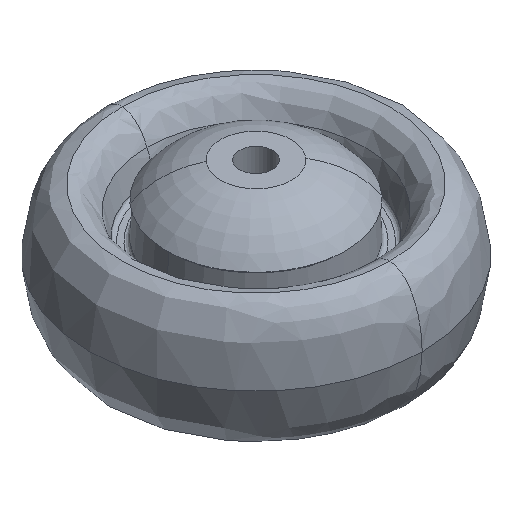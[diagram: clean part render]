
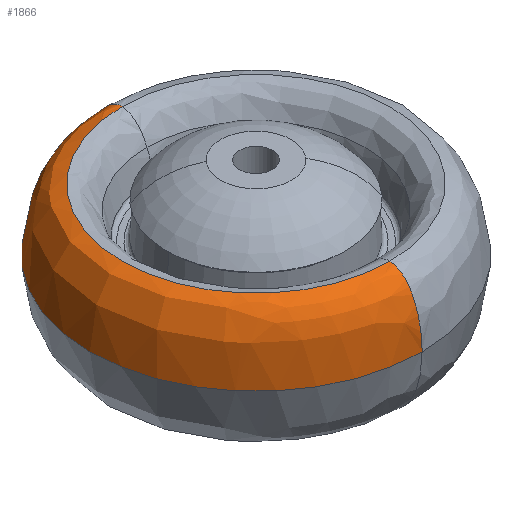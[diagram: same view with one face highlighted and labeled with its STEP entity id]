
A CAD part, isometric view. The second image highlights one B-rep face of the part: STEP entity #1866.
In plain terms, the highlighted free-form (B-spline) face has degree [3, 3] with [4, 4] control points.
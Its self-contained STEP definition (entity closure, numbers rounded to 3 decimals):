
#10 = CARTESIAN_POINT ( 'NONE',  ( 0., -47.75, -15. ) ) ;
#18 = CARTESIAN_POINT ( 'NONE',  ( 0., 0., 0. ) ) ;
#195 = EDGE_CURVE ( 'NONE', #899, #1463, #1084, .T. ) ;
#272 = CARTESIAN_POINT ( 'NONE',  ( -64.5, 32.25, 15. ) ) ;
#293 = CARTESIAN_POINT ( 'NONE',  ( 0., 40., 10. ) ) ;
#354 = EDGE_CURVE ( 'NONE', #1463, #436, #2416, .T. ) ;
#396 = AXIS2_PLACEMENT_3D ( 'NONE', #18, #1851, #2080 ) ;
#436 = VERTEX_POINT ( 'NONE', #1462 ) ;
#604 = EDGE_CURVE ( 'NONE', #436, #1085, #1252, .T. ) ;
#670 = CARTESIAN_POINT ( 'NONE',  ( -95.5, -47.75, 15. ) ) ;
#731 = ORIENTED_EDGE ( 'NONE', *, *, #1841, .F. ) ;
#826 = CARTESIAN_POINT ( 'NONE',  ( -95.5, 47.75, 15. ) ) ;
#842 = CARTESIAN_POINT ( 'NONE',  ( 0., 47.75, -15. ) ) ;
#868 = CARTESIAN_POINT ( 'NONE',  ( 0., -40., 0. ) ) ;
#899 = VERTEX_POINT ( 'NONE', #1176 ) ;
#907 = CARTESIAN_POINT ( 'NONE',  ( 0., 36.125, 15. ) ) ;
#949 = DIRECTION ( 'NONE',  ( 0., 0., 1. ) ) ;
#1045 = CARTESIAN_POINT ( 'NONE',  ( 0., -32.25, -15. ) ) ;
#1084 = CIRCLE ( 'NONE', #396, 40. ) ;
#1085 = VERTEX_POINT ( 'NONE', #1732 ) ;
#1168 = ORIENTED_EDGE ( 'NONE', *, *, #354, .F. ) ;
#1176 = CARTESIAN_POINT ( 'NONE',  ( 0., -40., 0. ) ) ;
#1179 = CARTESIAN_POINT ( 'NONE',  ( 0., -32.25, 15. ) ) ;
#1245 = CARTESIAN_POINT ( 'NONE',  ( -64.5, -32.25, 15. ) ) ;
#1252 = CIRCLE ( 'NONE', #1332, 32.25 ) ;
#1261 = CARTESIAN_POINT ( 'NONE',  ( -95.5, 47.75, -15. ) ) ;
#1275 = CARTESIAN_POINT ( 'NONE',  ( 0., 32.25, -15. ) ) ;
#1288 = CARTESIAN_POINT ( 'NONE',  ( 0., 32.25, 15. ) ) ;
#1332 = AXIS2_PLACEMENT_3D ( 'NONE', #1360, #949, #2206 ) ;
#1360 = CARTESIAN_POINT ( 'NONE',  ( 0., 0., 15. ) ) ;
#1394 = CARTESIAN_POINT ( 'NONE',  ( 0., -36.125, 15. ) ) ;
#1431 = CARTESIAN_POINT ( 'NONE',  ( 0., -32.25, 15. ) ) ;
#1462 = CARTESIAN_POINT ( 'NONE',  ( 0., 32.25, 15. ) ) ;
#1463 = VERTEX_POINT ( 'NONE', #1792 ) ;
#1641 = ORIENTED_EDGE ( 'NONE', *, *, #195, .F. ) ;
#1732 = CARTESIAN_POINT ( 'NONE',  ( 0., -32.25, 15. ) ) ;
#1792 = CARTESIAN_POINT ( 'NONE',  ( 0., 40., 0. ) ) ;
#1841 = EDGE_CURVE ( 'NONE', #1085, #899, #2419, .T. ) ;
#1851 = DIRECTION ( 'NONE',  ( 0., 0., -1. ) ) ;
#1866 = ADVANCED_FACE ( 'NONE', ( #1870 ), #2148, .F. ) ;
#1870 = FACE_OUTER_BOUND ( 'NONE', #2210, .T. ) ;
#1884 = CARTESIAN_POINT ( 'NONE',  ( -64.5, 32.25, -15. ) ) ;
#1911 = CARTESIAN_POINT ( 'NONE',  ( -64.5, -32.25, -15. ) ) ;
#1930 = ORIENTED_EDGE ( 'NONE', *, *, #604, .F. ) ;
#2062 = CARTESIAN_POINT ( 'NONE',  ( 0., 47.75, 15. ) ) ;
#2071 = CARTESIAN_POINT ( 'NONE',  ( 0., -40., 10. ) ) ;
#2080 = DIRECTION ( 'NONE',  ( 0., 1., 0. ) ) ;
#2118 = CARTESIAN_POINT ( 'NONE',  ( 0., 40., 0. ) ) ;
#2148 =( BOUNDED_SURFACE ( )  B_SPLINE_SURFACE ( 3, 3, ( 
 ( #1275, #1884, #1911, #1045 ),
 ( #842, #1261, #2467, #10 ),
 ( #2062, #826, #670, #2296 ),
 ( #1288, #272, #1245, #1431 ) ),
 .UNSPECIFIED., .F., .F., .F. ) 
 B_SPLINE_SURFACE_WITH_KNOTS ( ( 4, 4 ),
 ( 4, 4 ),
 ( 0., 1. ),
 ( 0., 1. ),
 .UNSPECIFIED. ) 
 GEOMETRIC_REPRESENTATION_ITEM ( )  RATIONAL_B_SPLINE_SURFACE ( (
 ( 1., 0.333, 0.333, 1.),
 ( 0.333, 0.111, 0.111, 0.333),
 ( 0.333, 0.111, 0.111, 0.333),
 ( 1., 0.333, 0.333, 1.) ) ) 
 REPRESENTATION_ITEM ( '' )  SURFACE ( )  );
#2206 = DIRECTION ( 'NONE',  ( 1., 0., 0. ) ) ;
#2210 = EDGE_LOOP ( 'NONE', ( #1641, #731, #1930, #1168 ) ) ;
#2296 = CARTESIAN_POINT ( 'NONE',  ( 0., -47.75, 15. ) ) ;
#2416 =( BOUNDED_CURVE ( )  B_SPLINE_CURVE ( 3, ( #2118, #293, #907, #2568 ),
 .UNSPECIFIED., .F., .F. ) 
 B_SPLINE_CURVE_WITH_KNOTS ( ( 4, 4 ),
 ( 0.5, 1. ),
 .UNSPECIFIED. ) 
 CURVE ( )  GEOMETRIC_REPRESENTATION_ITEM ( )  RATIONAL_B_SPLINE_CURVE ( ( 0.5, 0.5, 0.667, 1. ) ) 
 REPRESENTATION_ITEM ( '' )  );
#2419 =( BOUNDED_CURVE ( )  B_SPLINE_CURVE ( 3, ( #1179, #1394, #2071, #868 ),
 .UNSPECIFIED., .F., .F. ) 
 B_SPLINE_CURVE_WITH_KNOTS ( ( 4, 4 ),
 ( 0., 0.5 ),
 .UNSPECIFIED. ) 
 CURVE ( )  GEOMETRIC_REPRESENTATION_ITEM ( )  RATIONAL_B_SPLINE_CURVE ( ( 1., 0.667, 0.5, 0.5 ) ) 
 REPRESENTATION_ITEM ( '' )  );
#2467 = CARTESIAN_POINT ( 'NONE',  ( -95.5, -47.75, -15. ) ) ;
#2568 = CARTESIAN_POINT ( 'NONE',  ( 0., 32.25, 15. ) ) ;
